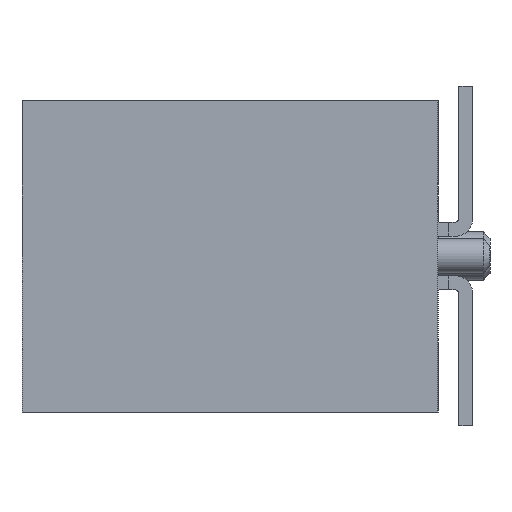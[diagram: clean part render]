
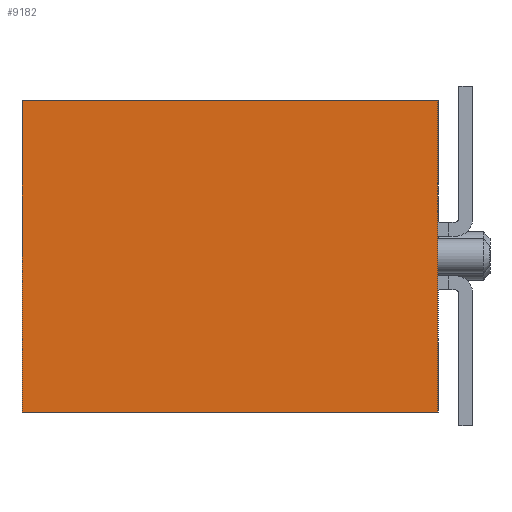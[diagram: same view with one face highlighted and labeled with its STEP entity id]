
A CAD part, left-side view. The second image highlights one B-rep face of the part: STEP entity #9182.
In plain terms, the highlighted planar face has unit normal (-1, 0, 0).
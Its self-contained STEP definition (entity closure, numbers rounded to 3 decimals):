
#1663 = DIRECTION ( 'NONE',  ( 0., 1., 0. ) ) ;
#1771 = VECTOR ( 'NONE', #20801, 1000. ) ;
#2079 = VECTOR ( 'NONE', #17847, 1000. ) ;
#3231 = CARTESIAN_POINT ( 'NONE',  ( -17.83, 0., -4.5 ) ) ;
#3419 = LINE ( 'NONE', #14097, #14994 ) ;
#3455 = CARTESIAN_POINT ( 'NONE',  ( -17.83, 12., -4.5 ) ) ;
#5538 = PLANE ( 'NONE',  #6156 ) ;
#6010 = CARTESIAN_POINT ( 'NONE',  ( -17.83, 0., 4.5 ) ) ;
#6122 = ORIENTED_EDGE ( 'NONE', *, *, #19482, .F. ) ;
#6156 = AXIS2_PLACEMENT_3D ( 'NONE', #3231, #22698, #6821 ) ;
#6678 = DIRECTION ( 'NONE',  ( 0., 1., 0. ) ) ;
#6776 = LINE ( 'NONE', #19186, #17698 ) ;
#6821 = DIRECTION ( 'NONE',  ( 0., 0., 1. ) ) ;
#7651 = ORIENTED_EDGE ( 'NONE', *, *, #8717, .F. ) ;
#7776 = EDGE_LOOP ( 'NONE', ( #12886, #7651, #6122, #21837 ) ) ;
#8717 = EDGE_CURVE ( 'NONE', #11963, #9242, #9040, .T. ) ;
#9040 = LINE ( 'NONE', #21103, #2079 ) ;
#9182 = ADVANCED_FACE ( 'NONE', ( #21076 ), #5538, .T. ) ;
#9242 = VERTEX_POINT ( 'NONE', #19916 ) ;
#11963 = VERTEX_POINT ( 'NONE', #3455 ) ;
#12886 = ORIENTED_EDGE ( 'NONE', *, *, #13008, .T. ) ;
#12915 = CARTESIAN_POINT ( 'NONE',  ( -17.83, 0., -4.5 ) ) ;
#13008 = EDGE_CURVE ( 'NONE', #16696, #9242, #6776, .T. ) ;
#13029 = EDGE_CURVE ( 'NONE', #21907, #16696, #17205, .T. ) ;
#13742 = CARTESIAN_POINT ( 'NONE',  ( -17.83, 0., -4.5 ) ) ;
#14097 = CARTESIAN_POINT ( 'NONE',  ( -17.83, 0., -4.5 ) ) ;
#14994 = VECTOR ( 'NONE', #6678, 1000. ) ;
#16696 = VERTEX_POINT ( 'NONE', #6010 ) ;
#17205 = LINE ( 'NONE', #13742, #1771 ) ;
#17698 = VECTOR ( 'NONE', #1663, 1000. ) ;
#17847 = DIRECTION ( 'NONE',  ( 0., 0., 1. ) ) ;
#19186 = CARTESIAN_POINT ( 'NONE',  ( -17.83, 0., 4.5 ) ) ;
#19482 = EDGE_CURVE ( 'NONE', #21907, #11963, #3419, .T. ) ;
#19916 = CARTESIAN_POINT ( 'NONE',  ( -17.83, 12., 4.5 ) ) ;
#20801 = DIRECTION ( 'NONE',  ( 0., 0., 1. ) ) ;
#21076 = FACE_OUTER_BOUND ( 'NONE', #7776, .T. ) ;
#21103 = CARTESIAN_POINT ( 'NONE',  ( -17.83, 12., -4.5 ) ) ;
#21837 = ORIENTED_EDGE ( 'NONE', *, *, #13029, .T. ) ;
#21907 = VERTEX_POINT ( 'NONE', #12915 ) ;
#22698 = DIRECTION ( 'NONE',  ( -1., 0., 0. ) ) ;
